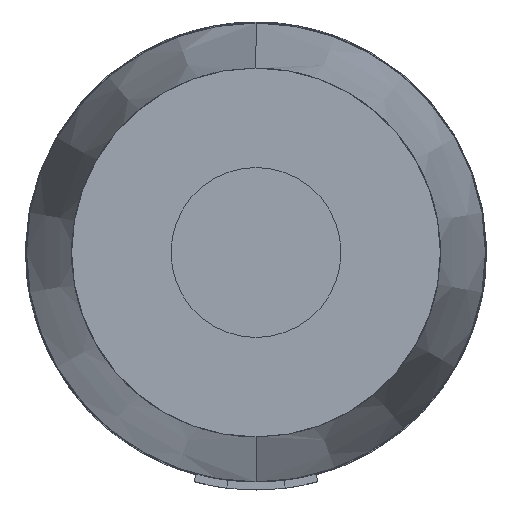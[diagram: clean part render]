
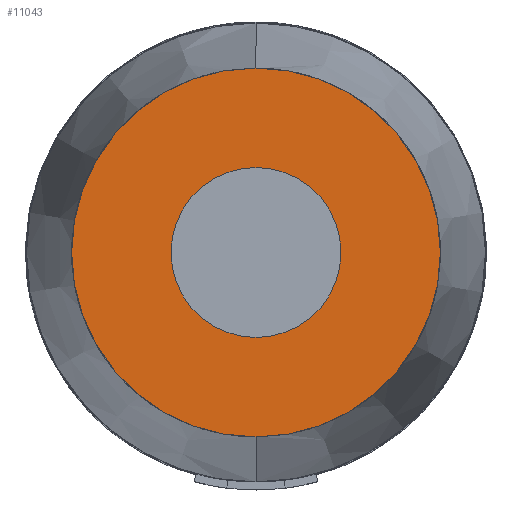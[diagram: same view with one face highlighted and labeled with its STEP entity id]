
A CAD part, front view. The second image highlights one B-rep face of the part: STEP entity #11043.
In plain terms, the highlighted planar face has unit normal (0, -1, 0).
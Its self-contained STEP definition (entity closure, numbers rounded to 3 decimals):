
#77 = CIRCLE ( 'NONE', #24406, 2.12 ) ;
#1250 = DIRECTION ( 'NONE',  ( 0., 1., 0. ) ) ;
#1262 = CIRCLE ( 'NONE', #17311, 2.12 ) ;
#3057 = CARTESIAN_POINT ( 'NONE',  ( 0., -35.7, 0. ) ) ;
#4924 = VERTEX_POINT ( 'NONE', #12828 ) ;
#5088 = DIRECTION ( 'NONE',  ( 0., 0., 1. ) ) ;
#5270 = ORIENTED_EDGE ( 'NONE', *, *, #19853, .F. ) ;
#7001 = AXIS2_PLACEMENT_3D ( 'NONE', #3057, #17207, #5088 ) ;
#7484 = EDGE_CURVE ( 'NONE', #14889, #16587, #77, .T. ) ;
#7631 = FACE_BOUND ( 'NONE', #18583, .T. ) ;
#8946 = ORIENTED_EDGE ( 'NONE', *, *, #16396, .F. ) ;
#9157 = ORIENTED_EDGE ( 'NONE', *, *, #12655, .F. ) ;
#9396 = DIRECTION ( 'NONE',  ( 0., -1., 0. ) ) ;
#9967 = PLANE ( 'NONE',  #10456 ) ;
#10454 = CARTESIAN_POINT ( 'NONE',  ( 0., -35.7, 0. ) ) ;
#10456 = AXIS2_PLACEMENT_3D ( 'NONE', #24163, #19694, #14053 ) ;
#11043 = ADVANCED_FACE ( 'NONE', ( #7631, #12968 ), #9967, .F. ) ;
#11274 = CIRCLE ( 'NONE', #7001, 4.6 ) ;
#12514 = DIRECTION ( 'NONE',  ( 0., 0., 1. ) ) ;
#12655 = EDGE_CURVE ( 'NONE', #4924, #15340, #19940, .T. ) ;
#12828 = CARTESIAN_POINT ( 'NONE',  ( 0., -35.7, 4.6 ) ) ;
#12968 = FACE_OUTER_BOUND ( 'NONE', #13355, .T. ) ;
#13275 = CARTESIAN_POINT ( 'NONE',  ( 0., -35.7, 2.12 ) ) ;
#13335 = CARTESIAN_POINT ( 'NONE',  ( 0., -35.7, 0. ) ) ;
#13355 = EDGE_LOOP ( 'NONE', ( #9157, #5270 ) ) ;
#14053 = DIRECTION ( 'NONE',  ( 0., 0., 1. ) ) ;
#14889 = VERTEX_POINT ( 'NONE', #24085 ) ;
#15340 = VERTEX_POINT ( 'NONE', #20745 ) ;
#15410 = DIRECTION ( 'NONE',  ( 0., 0., 1. ) ) ;
#16396 = EDGE_CURVE ( 'NONE', #16587, #14889, #1262, .T. ) ;
#16587 = VERTEX_POINT ( 'NONE', #13275 ) ;
#17207 = DIRECTION ( 'NONE',  ( 0., 1., 0. ) ) ;
#17311 = AXIS2_PLACEMENT_3D ( 'NONE', #10454, #24681, #12514 ) ;
#18583 = EDGE_LOOP ( 'NONE', ( #8946, #21326 ) ) ;
#19694 = DIRECTION ( 'NONE',  ( 0., 1., 0. ) ) ;
#19853 = EDGE_CURVE ( 'NONE', #15340, #4924, #11274, .T. ) ;
#19940 = CIRCLE ( 'NONE', #24451, 4.6 ) ;
#20745 = CARTESIAN_POINT ( 'NONE',  ( 0., -35.7, -4.6 ) ) ;
#21326 = ORIENTED_EDGE ( 'NONE', *, *, #7484, .F. ) ;
#21524 = CARTESIAN_POINT ( 'NONE',  ( 0., -35.7, 0. ) ) ;
#23590 = DIRECTION ( 'NONE',  ( 0., 0., 1. ) ) ;
#24085 = CARTESIAN_POINT ( 'NONE',  ( 0., -35.7, -2.12 ) ) ;
#24163 = CARTESIAN_POINT ( 'NONE',  ( 0., -35.7, -4.6 ) ) ;
#24406 = AXIS2_PLACEMENT_3D ( 'NONE', #21524, #9396, #23590 ) ;
#24451 = AXIS2_PLACEMENT_3D ( 'NONE', #13335, #1250, #15410 ) ;
#24681 = DIRECTION ( 'NONE',  ( 0., -1., 0. ) ) ;
